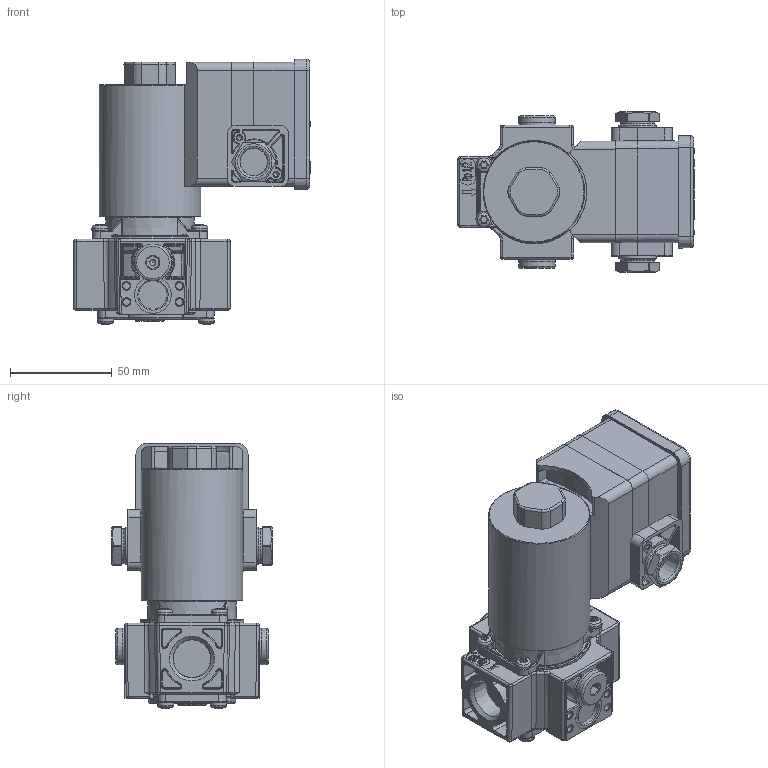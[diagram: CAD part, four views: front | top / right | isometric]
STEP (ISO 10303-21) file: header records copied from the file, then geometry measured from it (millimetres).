
FILE_DESCRIPTION(/* description */ (''),/* implementation_level */ '2;1');
FILE_NAME(/* name */ '246921.ipt.step',/* time_stamp */ '2015-12-15T15:24:38+01:00',/* author */ ('JT'),/* organization */ (''),/* preprocessor_version */ 'ST-DEVELOPER v15.2',/* originating_system */ 'Autodesk Inventor 2014',/* authorisation */ '');
FILE_SCHEMA (('AUTOMOTIVE_DESIGN { 1 0 10303 214 3 1 1 }'));
Length unit declared in the file: millimetre
Products named in the file (1): 246921
Bounding box: 116.48 x 79 x 130.78 mm (x, y, z)
Volume: 459483.1 mm3; surface area: 70507.6 mm2
Topology: 1 solids, 14 shells, 3575 faces, 8658 edges, 5125 vertices
Faces by surface type: bspline 1148, plane 885, cylinder 660, torus 421, cone 278, sphere 183
Full cylindrical faces by diameter (mm): 2.5 x4, 3 x1, 3.6 x1, 3.621 x8, 4 x8, 4.2 x8, 4.3 x8, 5 x1, 13 x2, 13.16 x2, 14 x5, 17 x2, 18 x4, 18.6 x2, 50 x1
Entity records: 154287 total; most frequent: CARTESIAN_POINT 79271, ORIENTED_EDGE 16518, DIRECTION 13731, EDGE_CURVE 8259, AXIS2_PLACEMENT_3D 5524, VERTEX_POINT 5046, EDGE_LOOP 3931, ADVANCED_FACE 3574
